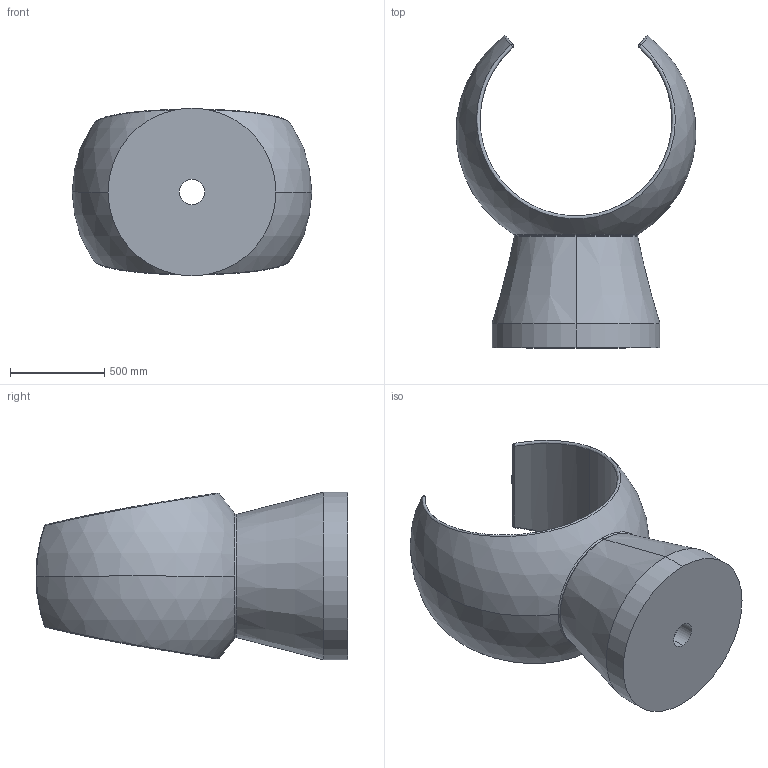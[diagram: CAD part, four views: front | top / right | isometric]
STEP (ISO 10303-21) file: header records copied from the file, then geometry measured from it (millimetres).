
FILE_DESCRIPTION (( 'STEP AP214' ), '1' );
FILE_NAME ('Part07.STEP', '2025-03-03T12:48:28', ( '' ), ( '' ), 'SwSTEP 2.0', 'SolidWorks 2024', '' );
FILE_SCHEMA (( 'AUTOMOTIVE_DESIGN' ));
Length unit declared in the file: inch
Products named in the file (1): Part07
Bounding box: 1268.36 x 1651 x 889 mm (x, y, z)
Volume: 462670301 mm3; surface area: 6728816.1 mm2
Topology: 1 solids, 1 shells, 41 faces, 89 edges, 52 vertices
Faces by surface type: cylinder 14, sphere 10, torus 8, plane 5, cone 2, bspline 2
Entity records: 3180 total; most frequent: CARTESIAN_POINT 2231, DIRECTION 221, ORIENTED_EDGE 178, AXIS2_PLACEMENT_3D 102, EDGE_CURVE 89, CIRCLE 62, VERTEX_POINT 52, EDGE_LOOP 45
